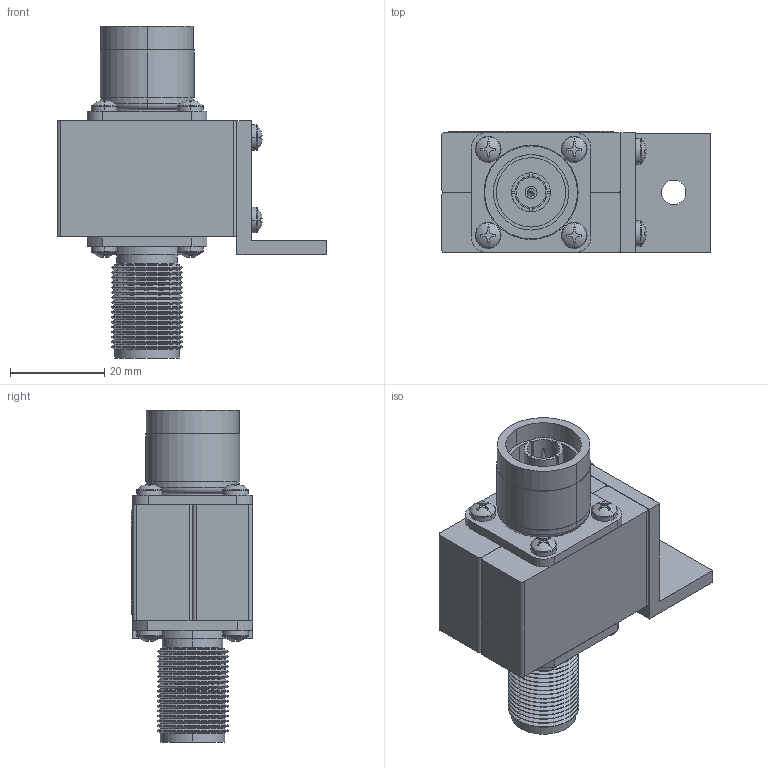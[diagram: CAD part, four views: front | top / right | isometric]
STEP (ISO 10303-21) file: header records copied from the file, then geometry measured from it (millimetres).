
FILE_DESCRIPTION (( 'STEP AP214' ), '1' );
FILE_NAME ('IS-B50HN-C2-ME.STEP', '2019-07-30T20:58:24', ( '' ), ( '' ), 'SwSTEP 2.0', 'SolidWorks 2019', '' );
FILE_SCHEMA (( 'AUTOMOTIVE_DESIGN' ));
Length unit declared in the file: inch
Products named in the file (12): 5100-0004; 5100-0004-01; Solder_6040-0016; 1081-0251-05; 7020-0511; 9040-0288; 2012-6100; 2011-6101; 5210-0018; 2012-6100-02; IS-B50HN-C2-ME; 2011-6101-01
Assembly tree (21 placements, depth 4):
  Solder_6040-0016
  IS-B50HN-C2-ME
    5100-0004-01
    5100-0004
    1081-0251-05  x12
    2011-6101-01
      2011-6101
    5210-0018
    9040-0288
      2012-6100-02
        2012-6100
    7020-0511
Bounding box: 57.15 x 25.65 x 70.36 mm (x, y, z)
Volume: 30755 mm3; surface area: 22056.9 mm2
Topology: 18 solids, 18 shells, 2972 faces, 7229 edges, 4431 vertices
Faces by surface type: plane 1067, cone 700, cylinder 658, bspline 491, torus 54, sphere 2
Entity records: 96965 total; most frequent: CARTESIAN_POINT 38855, ORIENTED_EDGE 9362, DIRECTION 6948, EDGE_CURVE 4681, VERTEX_POINT 3034, LINE 2978, VECTOR 2978, EDGE_LOOP 1993
